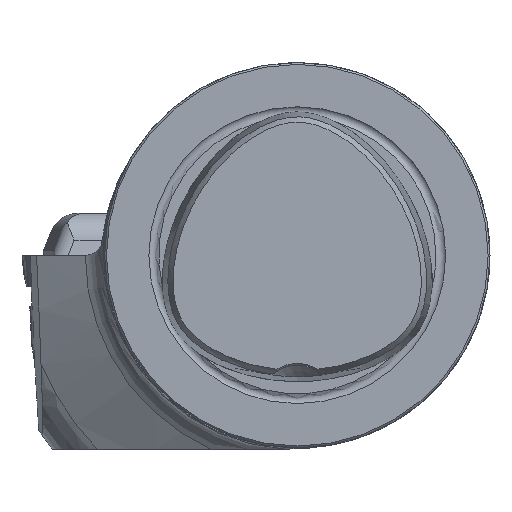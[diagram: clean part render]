
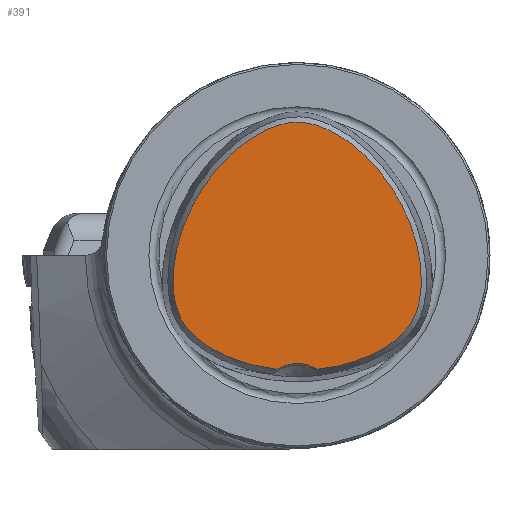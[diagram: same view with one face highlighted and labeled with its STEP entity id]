
A CAD part, top view. The second image highlights one B-rep face of the part: STEP entity #391.
In plain terms, the highlighted planar face has unit normal (0, 0, 1).
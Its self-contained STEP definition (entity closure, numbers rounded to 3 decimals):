
#261=B_SPLINE_CURVE_WITH_KNOTS('',3,(#4906,#4907,#4908,#4909,#4910,#4911,
#4912,#4913,#4914,#4915,#4916,#4917,#4918,#4919,#4920,#4921,#4922,#4923,
#4924,#4925,#4926,#4927,#4928,#4929,#4930,#4931,#4932,#4933,#4934,#4935,
#4936,#4937,#4938,#4939,#4940,#4941,#4942,#4943,#4944,#4945,#4946,#4947,
#4948,#4949,#4950,#4951,#4952,#4953,#4954,#4955,#4956,#4957,#4958,#4959,
#4960,#4961,#4962,#4963,#4964,#4965,#4966,#4967,#4968,#4969,#4970,#4971,
#4972,#4973,#4974,#4975,#4976),.UNSPECIFIED.,.T.,.F.,(1,1,2,1,1,1,1,1,1,
1,1,1,1,1,1,1,1,1,1,1,1,1,1,1,1,1,1,1,1,1,1,1,1,1,1,1,1,1,1,1,1,1,1,1,1,
1,1,1,1,1,1,1,1,1,1,1,1,1,1,1,1,1,1,1,1,1,1,1,1,1,2,1,1),(-0.031,-0.016,
0.,0.016,0.031,0.063,0.078,0.094,0.109,0.125,0.133,0.141,
0.148,0.156,0.164,0.172,0.18,0.188,0.195,0.203,
0.219,0.234,0.25,0.266,0.281,0.313,0.344,0.359,0.375,0.406,
0.422,0.438,0.453,0.469,0.484,0.492,0.5,0.508,0.516,
0.531,0.547,0.563,0.578,0.594,0.625,0.641,0.656,0.688,
0.719,0.734,0.75,0.766,0.781,0.797,0.805,0.813,0.82,
0.828,0.836,0.844,0.852,0.859,0.867,0.875,0.891,
0.906,0.922,0.938,0.969,0.984,1.,1.016,1.031),
 .UNSPECIFIED.);
#391=ADVANCED_FACE('CU_E_LO_SU_2',(#630),#545,.T.);
#545=PLANE('',#3168);
#630=FACE_OUTER_BOUND('',#796,.T.);
#796=EDGE_LOOP('',(#1246,#1247));
#971=CIRCLE('',#3167,6.25);
#1246=ORIENTED_EDGE('',*,*,#2375,.F.);
#1247=ORIENTED_EDGE('',*,*,#2378,.T.);
#2060=VERTEX_POINT('',#4905);
#2061=VERTEX_POINT('',#4977);
#2375=EDGE_CURVE('',#2060,#2061,#261,.T.);
#2378=EDGE_CURVE('',#2060,#2061,#971,.T.);
#3167=AXIS2_PLACEMENT_3D('',#5206,#3559,#3560);
#3168=AXIS2_PLACEMENT_3D('',#5207,#3561,#3562);
#3559=DIRECTION('',(0.,0.,-1.));
#3560=DIRECTION('',(1.,0.,0.));
#3561=DIRECTION('',(0.,0.,1.));
#3562=DIRECTION('',(1.,0.,0.));
#4905=CARTESIAN_POINT('',(-3.336,-18.715,38.));
#4906=CARTESIAN_POINT('',(0.692,-18.892,38.));
#4907=CARTESIAN_POINT('',(-0.692,-18.892,38.));
#4908=CARTESIAN_POINT('',(-2.048,-18.848,38.));
#4909=CARTESIAN_POINT('',(-4.776,-18.58,38.));
#4910=CARTESIAN_POINT('',(-7.432,-18.048,38.));
#4911=CARTESIAN_POINT('',(-10.028,-17.228,38.));
#4912=CARTESIAN_POINT('',(-11.903,-16.471,38.));
#4913=CARTESIAN_POINT('',(-13.693,-15.564,38.));
#4914=CARTESIAN_POINT('',(-15.082,-14.681,38.));
#4915=CARTESIAN_POINT('',(-16.125,-13.885,38.));
#4916=CARTESIAN_POINT('',(-16.853,-13.252,38.));
#4917=CARTESIAN_POINT('',(-17.521,-12.579,38.));
#4918=CARTESIAN_POINT('',(-18.121,-11.867,38.));
#4919=CARTESIAN_POINT('',(-18.644,-11.115,38.));
#4920=CARTESIAN_POINT('',(-19.086,-10.318,38.));
#4921=CARTESIAN_POINT('',(-19.451,-9.473,38.));
#4922=CARTESIAN_POINT('',(-19.745,-8.583,38.));
#4923=CARTESIAN_POINT('',(-19.971,-7.656,38.));
#4924=CARTESIAN_POINT('',(-20.192,-6.373,38.));
#4925=CARTESIAN_POINT('',(-20.319,-4.741,38.));
#4926=CARTESIAN_POINT('',(-20.272,-2.742,38.));
#4927=CARTESIAN_POINT('',(-20.046,-0.737,38.));
#4928=CARTESIAN_POINT('',(-19.658,1.256,38.));
#4929=CARTESIAN_POINT('',(-18.94,3.888,38.));
#4930=CARTESIAN_POINT('',(-17.704,7.063,38.));
#4931=CARTESIAN_POINT('',(-16.063,10.054,38.));
#4932=CARTESIAN_POINT('',(-14.516,12.317,38.));
#4933=CARTESIAN_POINT('',(-12.825,14.47,38.));
#4934=CARTESIAN_POINT('',(-10.947,16.416,38.));
#4935=CARTESIAN_POINT('',(-8.854,18.144,38.));
#4936=CARTESIAN_POINT('',(-7.201,19.293,38.));
#4937=CARTESIAN_POINT('',(-5.468,20.274,38.));
#4938=CARTESIAN_POINT('',(-3.67,21.05,38.));
#4939=CARTESIAN_POINT('',(-2.148,21.48,38.));
#4940=CARTESIAN_POINT('',(-0.912,21.662,38.));
#4941=CARTESIAN_POINT('',(0.,21.708,38.));
#4942=CARTESIAN_POINT('',(0.912,21.662,38.));
#4943=CARTESIAN_POINT('',(2.148,21.48,38.));
#4944=CARTESIAN_POINT('',(3.67,21.05,38.));
#4945=CARTESIAN_POINT('',(5.468,20.274,38.));
#4946=CARTESIAN_POINT('',(7.201,19.293,38.));
#4947=CARTESIAN_POINT('',(8.854,18.144,38.));
#4948=CARTESIAN_POINT('',(10.947,16.416,38.));
#4949=CARTESIAN_POINT('',(12.825,14.47,38.));
#4950=CARTESIAN_POINT('',(14.516,12.317,38.));
#4951=CARTESIAN_POINT('',(16.063,10.054,38.));
#4952=CARTESIAN_POINT('',(17.704,7.063,38.));
#4953=CARTESIAN_POINT('',(18.94,3.888,38.));
#4954=CARTESIAN_POINT('',(19.658,1.256,38.));
#4955=CARTESIAN_POINT('',(20.046,-0.737,38.));
#4956=CARTESIAN_POINT('',(20.272,-2.742,38.));
#4957=CARTESIAN_POINT('',(20.319,-4.741,38.));
#4958=CARTESIAN_POINT('',(20.192,-6.373,38.));
#4959=CARTESIAN_POINT('',(19.971,-7.656,38.));
#4960=CARTESIAN_POINT('',(19.745,-8.583,38.));
#4961=CARTESIAN_POINT('',(19.451,-9.473,38.));
#4962=CARTESIAN_POINT('',(19.086,-10.318,38.));
#4963=CARTESIAN_POINT('',(18.644,-11.115,38.));
#4964=CARTESIAN_POINT('',(18.121,-11.867,38.));
#4965=CARTESIAN_POINT('',(17.521,-12.579,38.));
#4966=CARTESIAN_POINT('',(16.853,-13.252,38.));
#4967=CARTESIAN_POINT('',(16.125,-13.885,38.));
#4968=CARTESIAN_POINT('',(15.082,-14.681,38.));
#4969=CARTESIAN_POINT('',(13.693,-15.564,38.));
#4970=CARTESIAN_POINT('',(11.903,-16.471,38.));
#4971=CARTESIAN_POINT('',(10.028,-17.228,38.));
#4972=CARTESIAN_POINT('',(7.432,-18.048,38.));
#4973=CARTESIAN_POINT('',(4.776,-18.58,38.));
#4974=CARTESIAN_POINT('',(2.048,-18.848,38.));
#4975=CARTESIAN_POINT('',(0.692,-18.892,38.));
#4976=CARTESIAN_POINT('',(-0.692,-18.892,38.));
#4977=CARTESIAN_POINT('',(3.336,-18.715,38.));
#5206=CARTESIAN_POINT('',(0.,-24.,38.));
#5207=CARTESIAN_POINT('',(0.,0.,38.));
